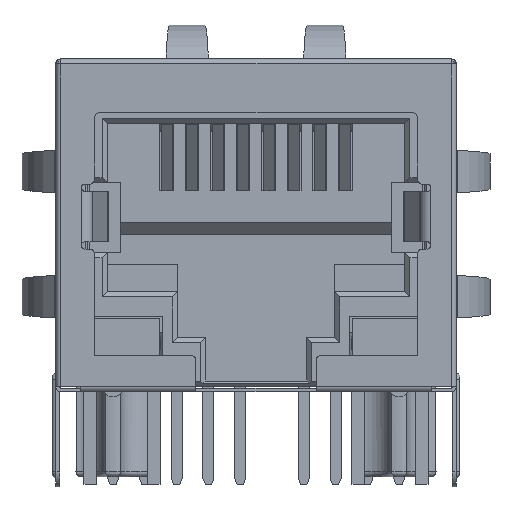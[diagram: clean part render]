
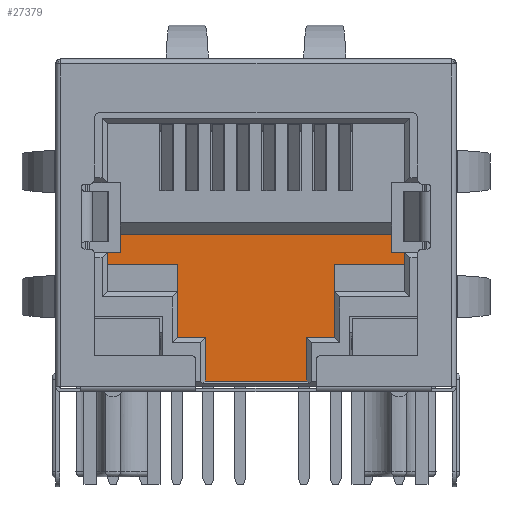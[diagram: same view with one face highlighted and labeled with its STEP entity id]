
A CAD part, front view. The second image highlights one B-rep face of the part: STEP entity #27379.
In plain terms, the highlighted planar face has unit normal (0, -1, 0).
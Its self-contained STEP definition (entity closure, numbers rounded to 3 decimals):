
#2876=ORIENTED_EDGE('',*,*,#10272,.F.);
#2877=ORIENTED_EDGE('',*,*,#10167,.T.);
#2878=ORIENTED_EDGE('',*,*,#10205,.F.);
#2879=ORIENTED_EDGE('',*,*,#10122,.F.);
#2880=ORIENTED_EDGE('',*,*,#10171,.F.);
#2881=ORIENTED_EDGE('',*,*,#10203,.F.);
#2882=ORIENTED_EDGE('',*,*,#10373,.T.);
#2883=ORIENTED_EDGE('',*,*,#10201,.T.);
#2884=ORIENTED_EDGE('',*,*,#10189,.F.);
#2885=ORIENTED_EDGE('',*,*,#10114,.T.);
#2886=ORIENTED_EDGE('',*,*,#10207,.T.);
#2887=ORIENTED_EDGE('',*,*,#10196,.T.);
#2888=ORIENTED_EDGE('',*,*,#10268,.T.);
#2889=ORIENTED_EDGE('',*,*,#10271,.T.);
#2890=ORIENTED_EDGE('',*,*,#9652,.T.);
#2891=ORIENTED_EDGE('',*,*,#10102,.T.);
#2892=ORIENTED_EDGE('',*,*,#10157,.T.);
#2893=ORIENTED_EDGE('',*,*,#10159,.T.);
#2894=ORIENTED_EDGE('',*,*,#9616,.T.);
#2895=ORIENTED_EDGE('',*,*,#10274,.F.);
#9616=EDGE_CURVE('',#13734,#13735,#16407,.T.);
#9652=EDGE_CURVE('',#13771,#13770,#16443,.T.);
#10102=EDGE_CURVE('',#13770,#14148,#16845,.T.);
#10114=EDGE_CURVE('',#14155,#14154,#16857,.T.);
#10122=EDGE_CURVE('',#14161,#14162,#16865,.T.);
#10157=EDGE_CURVE('',#14148,#14178,#16900,.T.);
#10159=EDGE_CURVE('',#14178,#13734,#16902,.T.);
#10167=EDGE_CURVE('',#14179,#14183,#16910,.T.);
#10171=EDGE_CURVE('',#14184,#14161,#16914,.T.);
#10189=EDGE_CURVE('',#14155,#14193,#16932,.T.);
#10196=EDGE_CURVE('',#14196,#14195,#16939,.T.);
#10201=EDGE_CURVE('',#14198,#14193,#16944,.T.);
#10203=EDGE_CURVE('',#14199,#14184,#16946,.T.);
#10205=EDGE_CURVE('',#14162,#14183,#16948,.T.);
#10207=EDGE_CURVE('',#14154,#14196,#16950,.T.);
#10268=EDGE_CURVE('',#14195,#14207,#17011,.T.);
#10271=EDGE_CURVE('',#14207,#13771,#17014,.T.);
#10272=EDGE_CURVE('',#14179,#14208,#17015,.T.);
#10274=EDGE_CURVE('',#14208,#13735,#17017,.T.);
#10373=EDGE_CURVE('',#14199,#14198,#17088,.T.);
#13734=VERTEX_POINT('',#42178);
#13735=VERTEX_POINT('',#42179);
#13770=VERTEX_POINT('',#42249);
#13771=VERTEX_POINT('',#42251);
#14148=VERTEX_POINT('',#43182);
#14154=VERTEX_POINT('',#43202);
#14155=VERTEX_POINT('',#43204);
#14161=VERTEX_POINT('',#43220);
#14162=VERTEX_POINT('',#43221);
#14178=VERTEX_POINT('',#43289);
#14179=VERTEX_POINT('',#43297);
#14183=VERTEX_POINT('',#43306);
#14184=VERTEX_POINT('',#43313);
#14193=VERTEX_POINT('',#43346);
#14195=VERTEX_POINT('',#43355);
#14196=VERTEX_POINT('',#43357);
#14198=VERTEX_POINT('',#43363);
#14199=VERTEX_POINT('',#43368);
#14207=VERTEX_POINT('',#43488);
#14208=VERTEX_POINT('',#43496);
#16407=LINE('',#42177,#19629);
#16443=LINE('',#42250,#19665);
#16845=LINE('',#43183,#20067);
#16857=LINE('',#43203,#20079);
#16865=LINE('',#43219,#20087);
#16900=LINE('',#43290,#20122);
#16902=LINE('',#43293,#20124);
#16910=LINE('',#43307,#20132);
#16914=LINE('',#43314,#20136);
#16932=LINE('',#43345,#20154);
#16939=LINE('',#43356,#20161);
#16944=LINE('',#43365,#20166);
#16946=LINE('',#43369,#20168);
#16948=LINE('',#43372,#20170);
#16950=LINE('',#43376,#20172);
#17011=LINE('',#43487,#20233);
#17014=LINE('',#43493,#20236);
#17015=LINE('',#43495,#20237);
#17017=LINE('',#43499,#20239);
#17088=LINE('',#43778,#20310);
#19629=VECTOR('',#35159,1000.);
#19665=VECTOR('',#35195,1000.);
#20067=VECTOR('',#35823,1000.);
#20079=VECTOR('',#35839,1000.);
#20087=VECTOR('',#35851,1000.);
#20122=VECTOR('',#35922,1000.);
#20124=VECTOR('',#35926,1000.);
#20132=VECTOR('',#35936,1000.);
#20136=VECTOR('',#35944,1000.);
#20154=VECTOR('',#35972,1000.);
#20161=VECTOR('',#35981,1000.);
#20166=VECTOR('',#35988,1000.);
#20168=VECTOR('',#35992,1000.);
#20170=VECTOR('',#35996,1000.);
#20172=VECTOR('',#36002,1000.);
#20233=VECTOR('',#36149,1000.);
#20236=VECTOR('',#36156,1000.);
#20237=VECTOR('',#36159,1000.);
#20239=VECTOR('',#36163,1000.);
#20310=VECTOR('',#36458,1000.);
#23117=EDGE_LOOP('',(#2876,#2877,#2878,#2879,#2880,#2881,#2882,#2883,#2884,
#2885,#2886,#2887,#2888,#2889,#2890,#2891,#2892,#2893,#2894,#2895));
#24666=FACE_BOUND('',#23117,.T.);
#26175=PLANE('',#33567);
#27379=ADVANCED_FACE('',(#24666),#26175,.F.);
#33567=AXIS2_PLACEMENT_3D('',#43779,#36459,#36460);
#35159=DIRECTION('',(-1.,0.,0.));
#35195=DIRECTION('',(-1.,0.,0.));
#35823=DIRECTION('',(0.,0.,-1.));
#35839=DIRECTION('',(0.,0.,-1.));
#35851=DIRECTION('',(0.,0.,-1.));
#35922=DIRECTION('',(1.,0.,0.));
#35926=DIRECTION('',(0.,0.,1.));
#35936=DIRECTION('',(0.,0.,1.));
#35944=DIRECTION('',(1.,0.,0.));
#35972=DIRECTION('',(1.,0.,0.));
#35981=DIRECTION('',(0.,0.,-1.));
#35988=DIRECTION('',(0.,0.,-1.));
#35992=DIRECTION('',(0.,0.,-1.));
#35996=DIRECTION('',(-1.,0.,0.));
#36002=DIRECTION('',(1.,0.,0.));
#36149=DIRECTION('',(1.,0.,0.));
#36156=DIRECTION('',(0.,0.,-1.));
#36159=DIRECTION('',(-1.,0.,0.));
#36163=DIRECTION('',(0.,0.,-1.));
#36458=DIRECTION('',(-1.,0.,0.));
#36459=DIRECTION('',(0.,1.,0.));
#36460=DIRECTION('',(0.,0.,1.));
#42177=CARTESIAN_POINT('',(2.03,0.911,-5.8));
#42178=CARTESIAN_POINT('',(2.03,0.911,-5.8));
#42179=CARTESIAN_POINT('',(2.025,0.911,-5.8));
#42249=CARTESIAN_POINT('',(-2.03,0.911,-5.8));
#42250=CARTESIAN_POINT('',(2.03,0.911,-5.8));
#42251=CARTESIAN_POINT('',(-2.025,0.911,-5.8));
#43182=CARTESIAN_POINT('',(-2.03,0.911,-6.17));
#43183=CARTESIAN_POINT('',(-2.03,0.911,-5.8));
#43202=CARTESIAN_POINT('',(-5.95,0.911,-1.53));
#43203=CARTESIAN_POINT('',(-5.95,0.911,-0.31));
#43204=CARTESIAN_POINT('',(-5.95,0.911,-1.04));
#43219=CARTESIAN_POINT('',(5.95,0.911,-0.31));
#43220=CARTESIAN_POINT('',(5.95,0.911,-1.04));
#43221=CARTESIAN_POINT('',(5.95,0.911,-1.53));
#43289=CARTESIAN_POINT('',(2.03,0.911,-6.17));
#43290=CARTESIAN_POINT('',(-2.03,0.911,-6.17));
#43293=CARTESIAN_POINT('',(2.03,0.911,-6.17));
#43297=CARTESIAN_POINT('',(3.15,0.911,-4.42));
#43306=CARTESIAN_POINT('',(3.15,0.911,-1.53));
#43307=CARTESIAN_POINT('',(3.15,0.911,-4.42));
#43313=CARTESIAN_POINT('',(5.425,0.911,-1.04));
#43314=CARTESIAN_POINT('',(5.95,0.911,-1.04));
#43345=CARTESIAN_POINT('',(-6.725,0.911,-1.04));
#43346=CARTESIAN_POINT('',(-5.425,0.911,-1.04));
#43355=CARTESIAN_POINT('',(-3.15,0.911,-4.42));
#43356=CARTESIAN_POINT('',(-3.15,0.911,-1.53));
#43357=CARTESIAN_POINT('',(-3.15,0.911,-1.53));
#43363=CARTESIAN_POINT('',(-5.425,0.911,-0.31));
#43365=CARTESIAN_POINT('',(-5.425,0.911,1.76));
#43368=CARTESIAN_POINT('',(5.425,0.911,-0.31));
#43369=CARTESIAN_POINT('',(5.425,0.911,1.76));
#43372=CARTESIAN_POINT('',(5.95,0.911,-1.53));
#43376=CARTESIAN_POINT('',(-5.95,0.911,-1.53));
#43487=CARTESIAN_POINT('',(-2.025,0.911,-4.42));
#43488=CARTESIAN_POINT('',(-2.025,0.911,-4.42));
#43493=CARTESIAN_POINT('',(-2.025,0.911,-5.8));
#43495=CARTESIAN_POINT('',(2.025,0.911,-4.42));
#43496=CARTESIAN_POINT('',(2.025,0.911,-4.42));
#43499=CARTESIAN_POINT('',(2.025,0.911,-5.8));
#43778=CARTESIAN_POINT('',(5.95,0.911,-0.31));
#43779=CARTESIAN_POINT('',(5.95,0.911,-0.31));
